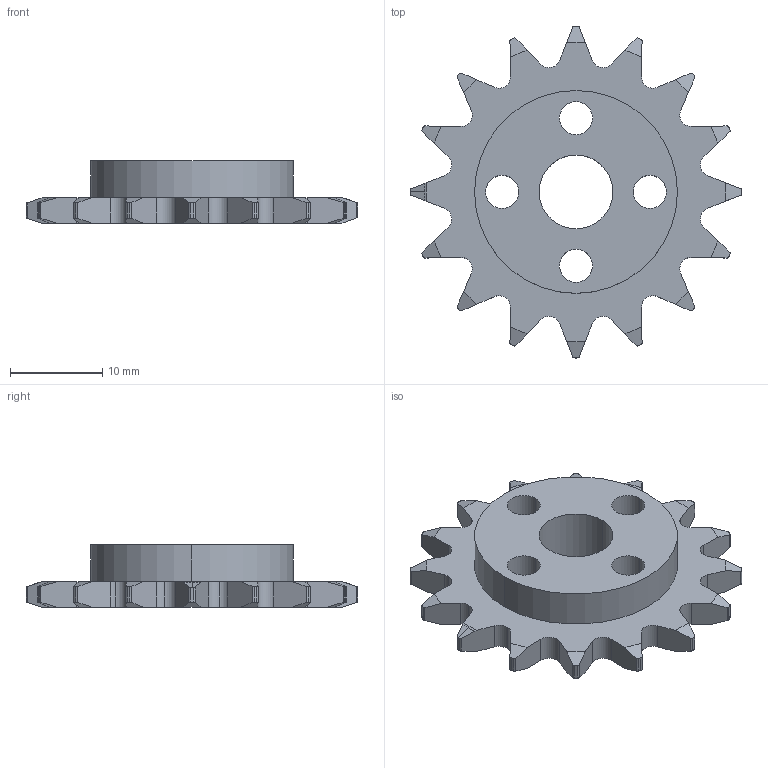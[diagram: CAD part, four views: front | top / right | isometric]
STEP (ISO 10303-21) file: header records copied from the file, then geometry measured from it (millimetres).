
FILE_DESCRIPTION (( 'STEP AP214' ), '1' );
FILE_NAME ('Sprocket 16 Tooth.step', '2017-10-17T01:15:21', ( '' ), ( '' ), 'SwSTEP 2.0', 'SolidWorks 2017', '' );
FILE_SCHEMA (( 'AUTOMOTIVE_DESIGN' ));
Length unit declared in the file: inch
Products named in the file (1): Sprocket 16 Tooth
Bounding box: 36 x 36 x 6.8 mm (x, y, z)
Volume: 2998 mm3; surface area: 2535.6 mm2
Topology: 1 solids, 1 shells, 160 faces, 468 edges, 311 vertices
Faces by surface type: cylinder 87, cone 38, plane 35
Entity records: 5533 total; most frequent: CARTESIAN_POINT 1376, ORIENTED_EDGE 936, DIRECTION 783, EDGE_CURVE 468, VERTEX_POINT 311, AXIS2_PLACEMENT_3D 298, VECTOR 187, LINE 187
